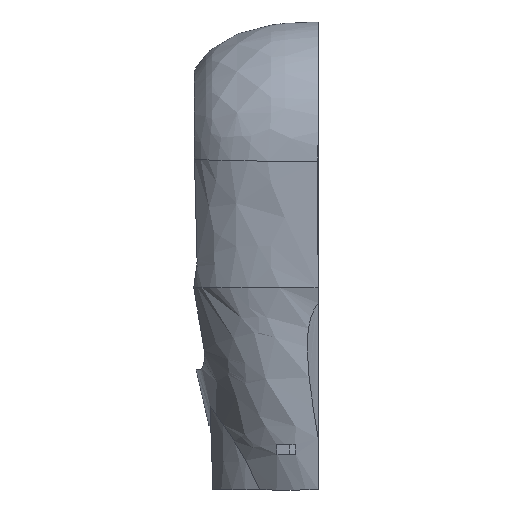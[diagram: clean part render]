
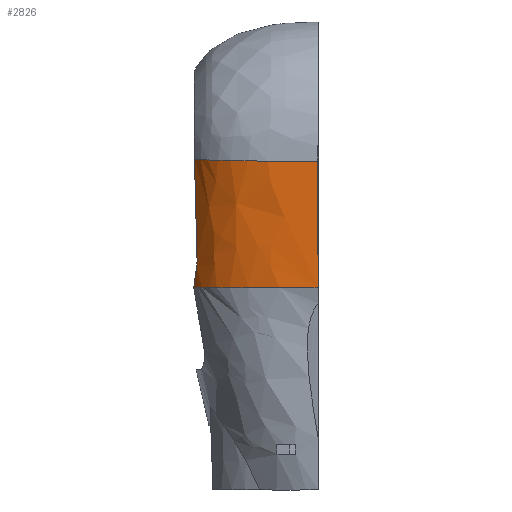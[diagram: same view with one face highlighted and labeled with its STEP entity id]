
A CAD part, front view. The second image highlights one B-rep face of the part: STEP entity #2826.
In plain terms, the highlighted free-form (B-spline) face has degree [2, 3] with [3, 4] control points.
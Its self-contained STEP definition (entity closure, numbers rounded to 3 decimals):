
#36 = CARTESIAN_POINT ( 'NONE',  ( -47.846, -27.916, -37. ) ) ;
#214 = CARTESIAN_POINT ( 'NONE',  ( -57., 0.136, -12.961 ) ) ;
#328 = CARTESIAN_POINT ( 'NONE',  ( -57., 1.208, -38.849 ) ) ;
#363 = CARTESIAN_POINT ( 'NONE',  ( -57., -0.4, -0.017 ) ) ;
#376 = CARTESIAN_POINT ( 'NONE',  ( -18.001, -35.999, -37. ) ) ;
#463 = CARTESIAN_POINT ( 'NONE',  ( -52.384, -22.138, -36.983 ) ) ;
#508 = CARTESIAN_POINT ( 'NONE',  ( -40.147, -33.009, -37. ) ) ;
#541 = CARTESIAN_POINT ( 'NONE',  ( -51.474, -24., -28.952 ) ) ;
#569 = CARTESIAN_POINT ( 'NONE',  ( -17.5, -36.489, -25.184 ) ) ;
#799 = CARTESIAN_POINT ( 'NONE',  ( -17.6, -36.932, -14.496 ) ) ;
#888 =( BOUNDED_SURFACE ( )  B_SPLINE_SURFACE ( 2, 3, ( 
 ( #328, #5583, #214, #363 ),
 ( #5005, #957, #2012, #4528 ),
 ( #3314, #7399, #799, #3360 ) ),
 .UNSPECIFIED., .F., .F., .T. ) 
 B_SPLINE_SURFACE_WITH_KNOTS ( ( 3, 3 ),
 ( 4, 4 ),
 ( 0., 1. ),
 ( -0.039, 0. ),
 .UNSPECIFIED. ) 
 GEOMETRIC_REPRESENTATION_ITEM ( )  RATIONAL_B_SPLINE_SURFACE ( (
 ( 1., 1., 1., 1.),
 ( 1.222, 1.222, 1.222, 1.222),
 ( 1., 1., 1., 1.) ) ) 
 REPRESENTATION_ITEM ( '' )  SURFACE ( )  );
#957 = CARTESIAN_POINT ( 'NONE',  ( -57., -36.396, -27.44 ) ) ;
#972 = CARTESIAN_POINT ( 'NONE',  ( -17.986, -35.999, -37. ) ) ;
#1125 = CARTESIAN_POINT ( 'NONE',  ( -17.55, -36., -37. ) ) ;
#1178 = CARTESIAN_POINT ( 'NONE',  ( -48.729, -27.079, -37. ) ) ;
#1220 = CARTESIAN_POINT ( 'NONE',  ( -32.042, -35.038, -37. ) ) ;
#1242 = CARTESIAN_POINT ( 'NONE',  ( -17.5, -37.468, -1.552 ) ) ;
#1338 = CARTESIAN_POINT ( 'NONE',  ( -51.595, -23.73, -31.013 ) ) ;
#1550 = CARTESIAN_POINT ( 'NONE',  ( -17.55, -36., -37. ) ) ;
#1716 = EDGE_CURVE ( 'NONE', #3500, #2348, #2971, .T. ) ;
#1796 = CARTESIAN_POINT ( 'NONE',  ( -47.391, -28.317, -37. ) ) ;
#1830 = ORIENTED_EDGE ( 'NONE', *, *, #7347, .F. ) ;
#2003 = CARTESIAN_POINT ( 'NONE',  ( -44.328, -37.468, -1.552 ) ) ;
#2012 = CARTESIAN_POINT ( 'NONE',  ( -57., -36.932, -14.496 ) ) ;
#2039 = CARTESIAN_POINT ( 'NONE',  ( -52.193, -24., -0.994 ) ) ;
#2126 = FACE_OUTER_BOUND ( 'NONE', #7767, .T. ) ;
#2151 = CARTESIAN_POINT ( 'NONE',  ( -52.384, -22.138, -36.983 ) ) ;
#2179 = CARTESIAN_POINT ( 'NONE',  ( -18.286, -35.998, -37. ) ) ;
#2254 = CARTESIAN_POINT ( 'NONE',  ( -51.885, -23.2, -32.998 ) ) ;
#2348 = VERTEX_POINT ( 'NONE', #6633 ) ;
#2401 = EDGE_CURVE ( 'NONE', #2348, #6634, #7287, .T. ) ;
#2520 = B_SPLINE_CURVE_WITH_KNOTS ( 'NONE', 3,
 ( #1550, #3960, #5083, #4504, #6347, #6306, #972, #376, #7565, #2769, #2179, #4577, #5784, #2809, #4788, #1220, #508, #6552, #7735, #2942, #3616, #5282, #1796, #36, #1178, #2860, #3574, #463 ),
 .UNSPECIFIED., .F., .F.,
 ( 4, 2, 2, 1, 1, 1, 1, 1, 1, 1, 1, 1, 1, 1, 1, 2, 2, 1, 1, 1, 1, 4 ),
 ( 0.002, 0.005, 0.005, 0.005, 0.005, 0.005, 0.006, 0.007, 0.012, 0.023, 0.043, 0.084, 0.167, 0.332, 0.496, 0.499, 0.501, 0.507, 0.517, 0.537, 0.579, 0.661 ),
 .UNSPECIFIED. ) ;
#2548 = ORIENTED_EDGE ( 'NONE', *, *, #1716, .F. ) ;
#2769 = CARTESIAN_POINT ( 'NONE',  ( -18.093, -35.999, -37. ) ) ;
#2809 = CARTESIAN_POINT ( 'NONE',  ( -21.606, -35.936, -37. ) ) ;
#2826 = ADVANCED_FACE ( 'NONE', ( #2126 ), #888, .T. ) ;
#2854 = CARTESIAN_POINT ( 'NONE',  ( -51.729, -24., -19.633 ) ) ;
#2860 = CARTESIAN_POINT ( 'NONE',  ( -50.381, -25.255, -37. ) ) ;
#2904 = ORIENTED_EDGE ( 'NONE', *, *, #5791, .F. ) ;
#2942 = CARTESIAN_POINT ( 'NONE',  ( -47.061, -28.594, -37. ) ) ;
#2971 = B_SPLINE_CURVE_WITH_KNOTS ( 'NONE', 3,
 ( #1338, #6196, #6866, #6756 ),
 .UNSPECIFIED., .F., .F.,
 ( 4, 4 ),
 ( 0., 0.002 ),
 .UNSPECIFIED. ) ;
#3034 = VERTEX_POINT ( 'NONE', #5264 ) ;
#3314 = CARTESIAN_POINT ( 'NONE',  ( -17.6, -35.86, -40.384 ) ) ;
#3360 = CARTESIAN_POINT ( 'NONE',  ( -17.6, -37.468, -1.552 ) ) ;
#3500 = VERTEX_POINT ( 'NONE', #5973 ) ;
#3574 = CARTESIAN_POINT ( 'NONE',  ( -51.604, -23.436, -37. ) ) ;
#3616 = CARTESIAN_POINT ( 'NONE',  ( -47.093, -28.567, -37. ) ) ;
#3730 = VERTEX_POINT ( 'NONE', #2151 ) ;
#3833 = B_SPLINE_CURVE_WITH_KNOTS ( 'NONE', 3,
 ( #1242, #4739, #569, #1125 ),
 .UNSPECIFIED., .F., .F.,
 ( 4, 4 ),
 ( 0., 1. ),
 .UNSPECIFIED. ) ;
#3960 = CARTESIAN_POINT ( 'NONE',  ( -17.69, -36., -37. ) ) ;
#4013 = ORIENTED_EDGE ( 'NONE', *, *, #6482, .T. ) ;
#4097 = CARTESIAN_POINT ( 'NONE',  ( -52.193, -24., -0.994 ) ) ;
#4504 = CARTESIAN_POINT ( 'NONE',  ( -17.975, -35.999, -37. ) ) ;
#4528 = CARTESIAN_POINT ( 'NONE',  ( -57., -37.468, -1.552 ) ) ;
#4577 = CARTESIAN_POINT ( 'NONE',  ( -18.739, -35.995, -37. ) ) ;
#4739 = CARTESIAN_POINT ( 'NONE',  ( -17.5, -36.979, -13.368 ) ) ;
#4788 = CARTESIAN_POINT ( 'NONE',  ( -25.268, -35.754, -37. ) ) ;
#5005 = CARTESIAN_POINT ( 'NONE',  ( -57., -35.86, -40.384 ) ) ;
#5024 = VERTEX_POINT ( 'NONE', #6649 ) ;
#5083 = CARTESIAN_POINT ( 'NONE',  ( -17.83, -36., -37. ) ) ;
#5264 = CARTESIAN_POINT ( 'NONE',  ( -17.55, -36., -37. ) ) ;
#5282 = CARTESIAN_POINT ( 'NONE',  ( -47.193, -28.484, -37. ) ) ;
#5296 = ORIENTED_EDGE ( 'NONE', *, *, #6919, .F. ) ;
#5583 = CARTESIAN_POINT ( 'NONE',  ( -57., 0.672, -25.905 ) ) ;
#5784 = CARTESIAN_POINT ( 'NONE',  ( -19.706, -35.982, -37. ) ) ;
#5791 = EDGE_CURVE ( 'NONE', #5024, #3034, #3833, .T. ) ;
#5870 = B_SPLINE_CURVE_WITH_KNOTS ( 'NONE', 3,
 ( #5985, #7679, #2254, #7041 ),
 .UNSPECIFIED., .F., .F.,
 ( 4, 4 ),
 ( 0.001, 0.007 ),
 .UNSPECIFIED. ) ;
#5973 = CARTESIAN_POINT ( 'NONE',  ( -51.595, -23.73, -31.013 ) ) ;
#5985 = CARTESIAN_POINT ( 'NONE',  ( -52.384, -22.138, -36.983 ) ) ;
#6196 = CARTESIAN_POINT ( 'NONE',  ( -51.497, -23.909, -30.341 ) ) ;
#6306 = CARTESIAN_POINT ( 'NONE',  ( -17.98, -35.999, -37. ) ) ;
#6347 = CARTESIAN_POINT ( 'NONE',  ( -17.975, -35.999, -37. ) ) ;
#6482 = EDGE_CURVE ( 'NONE', #5024, #6634, #7122, .T. ) ;
#6552 = CARTESIAN_POINT ( 'NONE',  ( -44.991, -30.291, -37. ) ) ;
#6633 = CARTESIAN_POINT ( 'NONE',  ( -51.474, -24., -28.952 ) ) ;
#6634 = VERTEX_POINT ( 'NONE', #4097 ) ;
#6649 = CARTESIAN_POINT ( 'NONE',  ( -17.6, -37.468, -1.552 ) ) ;
#6756 = CARTESIAN_POINT ( 'NONE',  ( -51.474, -24., -28.952 ) ) ;
#6866 = CARTESIAN_POINT ( 'NONE',  ( -51.455, -24., -29.654 ) ) ;
#6919 = EDGE_CURVE ( 'NONE', #3034, #3730, #2520, .T. ) ;
#7041 = CARTESIAN_POINT ( 'NONE',  ( -51.595, -23.73, -31.013 ) ) ;
#7122 =( BOUNDED_CURVE ( )  B_SPLINE_CURVE ( 2, ( #7426, #2003, #2039 ),
 .UNSPECIFIED., .F., .F. ) 
 B_SPLINE_CURVE_WITH_KNOTS ( ( 3, 3 ),
 ( 0., 0.633 ),
 .UNSPECIFIED. ) 
 CURVE ( )  GEOMETRIC_REPRESENTATION_ITEM ( )  RATIONAL_B_SPLINE_CURVE ( ( 1., 1.141, 1.103 ) ) 
 REPRESENTATION_ITEM ( '' )  );
#7135 = CARTESIAN_POINT ( 'NONE',  ( -52.193, -24., -0.994 ) ) ;
#7287 = B_SPLINE_CURVE_WITH_KNOTS ( 'NONE', 3,
 ( #541, #2854, #7725, #7135 ),
 .UNSPECIFIED., .F., .F.,
 ( 4, 4 ),
 ( 0., 0.028 ),
 .UNSPECIFIED. ) ;
#7347 = EDGE_CURVE ( 'NONE', #3730, #3500, #5870, .T. ) ;
#7399 = CARTESIAN_POINT ( 'NONE',  ( -17.6, -36.396, -27.44 ) ) ;
#7426 = CARTESIAN_POINT ( 'NONE',  ( -17.6, -37.468, -1.552 ) ) ;
#7560 = ORIENTED_EDGE ( 'NONE', *, *, #2401, .F. ) ;
#7565 = CARTESIAN_POINT ( 'NONE',  ( -18.032, -35.999, -37. ) ) ;
#7679 = CARTESIAN_POINT ( 'NONE',  ( -52.153, -22.67, -34.987 ) ) ;
#7725 = CARTESIAN_POINT ( 'NONE',  ( -51.968, -24., -10.313 ) ) ;
#7735 = CARTESIAN_POINT ( 'NONE',  ( -46.999, -28.645, -37. ) ) ;
#7767 = EDGE_LOOP ( 'NONE', ( #7560, #2548, #1830, #5296, #2904, #4013 ) ) ;
